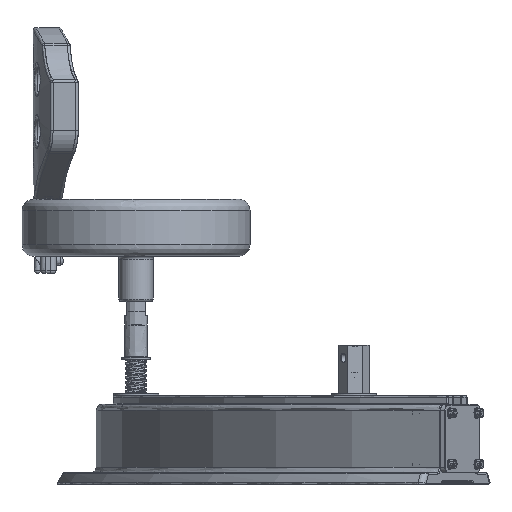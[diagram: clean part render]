
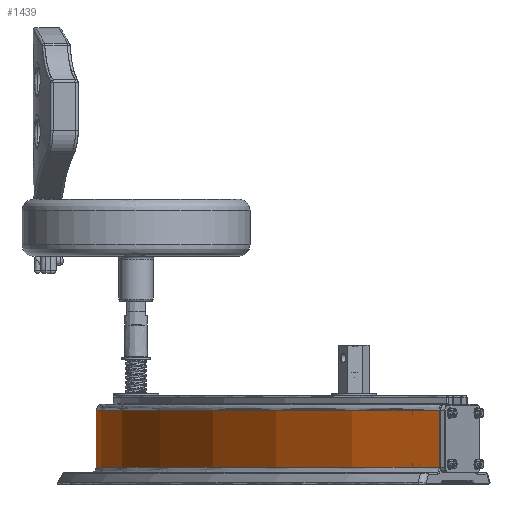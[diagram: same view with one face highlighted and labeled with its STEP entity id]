
A CAD part, left-side view. The second image highlights one B-rep face of the part: STEP entity #1439.
In plain terms, the highlighted free-form (B-spline) face has degree [2, 1] with [3, 2] control points.
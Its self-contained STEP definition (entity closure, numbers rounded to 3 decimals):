
#1439 = ADVANCED_FACE('',(#1440),#1472,.T.);
#1440 = FACE_BOUND('',#1441,.T.);
#1441 = EDGE_LOOP('',(#1442,#1452,#1459,#1467));
#1442 = ORIENTED_EDGE('',*,*,#1443,.T.);
#1443 = EDGE_CURVE('',#1444,#1446,#1448,.T.);
#1444 = VERTEX_POINT('',#1445);
#1445 = CARTESIAN_POINT('',(-1380.125,-762.836,
    71.723));
#1446 = VERTEX_POINT('',#1447);
#1447 = CARTESIAN_POINT('',(1380.125,-762.836,
    71.723));
#1448 = ( BOUNDED_CURVE() B_SPLINE_CURVE(2,(#1449,#1450,#1451),
.UNSPECIFIED.,.F.,.F.) B_SPLINE_CURVE_WITH_KNOTS((3,3),(0.453,
2.689),.PIECEWISE_BEZIER_KNOTS.) CURVE() 
GEOMETRIC_REPRESENTATION_ITEM() RATIONAL_B_SPLINE_CURVE((1.,
0.438,1.)) REPRESENTATION_ITEM('') );
#1449 = CARTESIAN_POINT('',(-1380.125,-762.836,
    71.723));
#1450 = CARTESIAN_POINT('',(0.,2073.214,
    71.723));
#1451 = CARTESIAN_POINT('',(1380.125,-762.836,
    71.723));
#1452 = ORIENTED_EDGE('',*,*,#1453,.T.);
#1453 = EDGE_CURVE('',#1446,#1454,#1456,.T.);
#1454 = VERTEX_POINT('',#1455);
#1455 = CARTESIAN_POINT('',(1380.125,-762.836,
    -71.723));
#1456 = B_SPLINE_CURVE_WITH_KNOTS('',1,(#1457,#1458),.UNSPECIFIED.,.F.,
  .F.,(2,2),(-50.,50.),.PIECEWISE_BEZIER_KNOTS.);
#1457 = CARTESIAN_POINT('',(1380.125,-762.836,
    71.723));
#1458 = CARTESIAN_POINT('',(1380.125,-762.836,
    -71.723));
#1459 = ORIENTED_EDGE('',*,*,#1460,.F.);
#1460 = EDGE_CURVE('',#1461,#1454,#1463,.T.);
#1461 = VERTEX_POINT('',#1462);
#1462 = CARTESIAN_POINT('',(-1380.125,-762.836,
    -71.723));
#1463 = ( BOUNDED_CURVE() B_SPLINE_CURVE(2,(#1464,#1465,#1466),
.UNSPECIFIED.,.F.,.F.) B_SPLINE_CURVE_WITH_KNOTS((3,3),(0.453,
2.689),.PIECEWISE_BEZIER_KNOTS.) CURVE() 
GEOMETRIC_REPRESENTATION_ITEM() RATIONAL_B_SPLINE_CURVE((1.,
0.438,1.)) REPRESENTATION_ITEM('') );
#1464 = CARTESIAN_POINT('',(-1380.125,-762.836,
    -71.723));
#1465 = CARTESIAN_POINT('',(0.,2073.214,
    -71.723));
#1466 = CARTESIAN_POINT('',(1380.125,-762.836,
    -71.723));
#1467 = ORIENTED_EDGE('',*,*,#1468,.F.);
#1468 = EDGE_CURVE('',#1444,#1461,#1469,.T.);
#1469 = B_SPLINE_CURVE_WITH_KNOTS('',1,(#1470,#1471),.UNSPECIFIED.,.F.,
  .F.,(2,2),(-50.,50.),.PIECEWISE_BEZIER_KNOTS.);
#1470 = CARTESIAN_POINT('',(-1380.125,-762.836,
    71.723));
#1471 = CARTESIAN_POINT('',(-1380.125,-762.836,
    -71.723));
#1472 = ( BOUNDED_SURFACE() B_SPLINE_SURFACE(2,1,(
    (#1473,#1474)
    ,(#1475,#1476)
    ,(#1477,#1478
)),.UNSPECIFIED.,.F.,.F.,.F.) B_SPLINE_SURFACE_WITH_KNOTS((3,3),(2,2),(
    0.453,2.689),(-50.,50.),.PIECEWISE_BEZIER_KNOTS.) 
GEOMETRIC_REPRESENTATION_ITEM() RATIONAL_B_SPLINE_SURFACE((
    (1.,1.)
    ,(0.438,0.438)
,(1.,1.))) REPRESENTATION_ITEM('') SURFACE() );
#1473 = CARTESIAN_POINT('',(-1380.125,-762.836,
    71.723));
#1474 = CARTESIAN_POINT('',(-1380.125,-762.836,
    -71.723));
#1475 = CARTESIAN_POINT('',(0.,2073.214,
    71.723));
#1476 = CARTESIAN_POINT('',(0.,2073.214,
    -71.723));
#1477 = CARTESIAN_POINT('',(1380.125,-762.836,
    71.723));
#1478 = CARTESIAN_POINT('',(1380.125,-762.836,
    -71.723));
